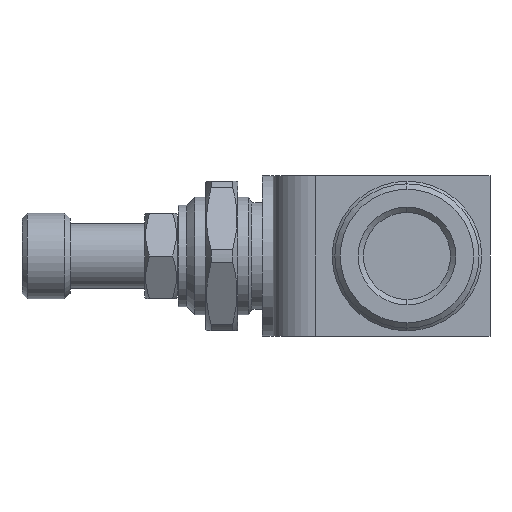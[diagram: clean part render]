
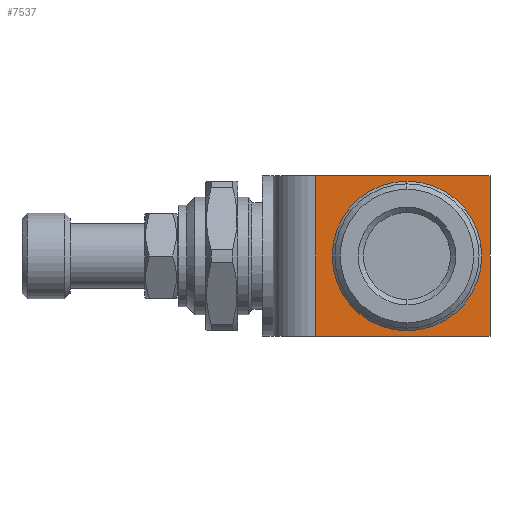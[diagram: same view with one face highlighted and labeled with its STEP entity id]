
A CAD part, left-side view. The second image highlights one B-rep face of the part: STEP entity #7537.
In plain terms, the highlighted planar face has unit normal (-1, 0, 0).
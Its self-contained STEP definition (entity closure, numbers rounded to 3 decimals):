
#2 = VECTOR ( 'NONE', #2557, 1000. ) ;
#105 = EDGE_CURVE ( 'NONE', #741, #6455, #6511, .T. ) ;
#107 = EDGE_CURVE ( 'NONE', #6472, #6455, #6513, .T. ) ;
#108 = EDGE_CURVE ( 'NONE', #6429, #741, #6514, .T. ) ;
#110 = EDGE_CURVE ( 'NONE', #6429, #6472, #6516, .T. ) ;
#741 = VERTEX_POINT ( 'NONE', #5620 ) ;
#1103 = CARTESIAN_POINT ( 'NONE',  ( -11.5, 7.775, -7. ) ) ;
#1233 = PLANE ( 'NONE',  #8073 ) ;
#1234 = CARTESIAN_POINT ( 'NONE',  ( -11.5, 16.3, 7.5 ) ) ;
#1235 = DIRECTION ( 'NONE',  ( 1., 0., 0. ) ) ;
#1236 = DIRECTION ( 'NONE',  ( 0., 1., 0. ) ) ;
#1270 = CARTESIAN_POINT ( 'NONE',  ( -11.5, 7.775, 0. ) ) ;
#1271 = DIRECTION ( 'NONE',  ( -1., 0., 0. ) ) ;
#1272 = DIRECTION ( 'NONE',  ( 0., 1., 0. ) ) ;
#1415 = FACE_OUTER_BOUND ( 'NONE', #7460, .T. ) ;
#1416 = FACE_BOUND ( 'NONE', #5209, .T. ) ;
#1639 = CARTESIAN_POINT ( 'NONE',  ( -11.5, 16.3, 7.5 ) ) ;
#1665 = CARTESIAN_POINT ( 'NONE',  ( -11.5, 0., -7.5 ) ) ;
#1682 = CARTESIAN_POINT ( 'NONE',  ( -11.5, 16.3, -7.5 ) ) ;
#2557 = DIRECTION ( 'NONE',  ( 0., -1., 0. ) ) ;
#2562 = DIRECTION ( 'NONE',  ( 0., -1., 0. ) ) ;
#2602 = DIRECTION ( 'NONE',  ( 0., 0., -1. ) ) ;
#2610 = CARTESIAN_POINT ( 'NONE',  ( -11.5, 16.3, 7.5 ) ) ;
#2624 = CARTESIAN_POINT ( 'NONE',  ( -11.5, 0., 7.5 ) ) ;
#2627 = DIRECTION ( 'NONE',  ( 0., 0., -1. ) ) ;
#2636 = CARTESIAN_POINT ( 'NONE',  ( -11.5, 16.3, 7.5 ) ) ;
#2650 = CARTESIAN_POINT ( 'NONE',  ( -11.5, 16.3, -7.5 ) ) ;
#3091 = EDGE_CURVE ( 'NONE', #3923, #6998, #7403, .T. ) ;
#3287 = VECTOR ( 'NONE', #2627, 1000. ) ;
#3307 = VECTOR ( 'NONE', #2562, 1000. ) ;
#3923 = VERTEX_POINT ( 'NONE', #6771 ) ;
#5209 = EDGE_LOOP ( 'NONE', ( #5848, #5847 ) ) ;
#5603 = CARTESIAN_POINT ( 'NONE',  ( -11.5, 7.775, 0. ) ) ;
#5620 = CARTESIAN_POINT ( 'NONE',  ( -11.5, 0., 7.5 ) ) ;
#5681 = DIRECTION ( 'NONE',  ( 0., 1., 0. ) ) ;
#5766 = DIRECTION ( 'NONE',  ( -1., 0., 0. ) ) ;
#5843 = ORIENTED_EDGE ( 'NONE', *, *, #107, .T. ) ;
#5844 = ORIENTED_EDGE ( 'NONE', *, *, #108, .F. ) ;
#5845 = ORIENTED_EDGE ( 'NONE', *, *, #105, .F. ) ;
#5846 = ORIENTED_EDGE ( 'NONE', *, *, #110, .T. ) ;
#5847 = ORIENTED_EDGE ( 'NONE', *, *, #7744, .F. ) ;
#5848 = ORIENTED_EDGE ( 'NONE', *, *, #3091, .F. ) ;
#6429 = VERTEX_POINT ( 'NONE', #1639 ) ;
#6455 = VERTEX_POINT ( 'NONE', #1665 ) ;
#6472 = VERTEX_POINT ( 'NONE', #1682 ) ;
#6511 = LINE ( 'NONE', #2624, #3287 ) ;
#6513 = LINE ( 'NONE', #2650, #3307 ) ;
#6514 = LINE ( 'NONE', #2636, #2 ) ;
#6516 = LINE ( 'NONE', #2610, #8218 ) ;
#6771 = CARTESIAN_POINT ( 'NONE',  ( -11.5, 7.775, 7. ) ) ;
#6998 = VERTEX_POINT ( 'NONE', #1103 ) ;
#7403 = CIRCLE ( 'NONE', #7429, 7. ) ;
#7429 = AXIS2_PLACEMENT_3D ( 'NONE', #5603, #5766, #5681 ) ;
#7460 = EDGE_LOOP ( 'NONE', ( #5843, #5845, #5844, #5846 ) ) ;
#7537 = ADVANCED_FACE ( 'NONE', ( #1415, #1416 ), #1233, .F. ) ;
#7744 = EDGE_CURVE ( 'NONE', #6998, #3923, #8077, .T. ) ;
#8073 = AXIS2_PLACEMENT_3D ( 'NONE', #1234, #1235, #1236 ) ;
#8077 = CIRCLE ( 'NONE', #8086, 7. ) ;
#8086 = AXIS2_PLACEMENT_3D ( 'NONE', #1270, #1271, #1272 ) ;
#8218 = VECTOR ( 'NONE', #2602, 1000. ) ;
